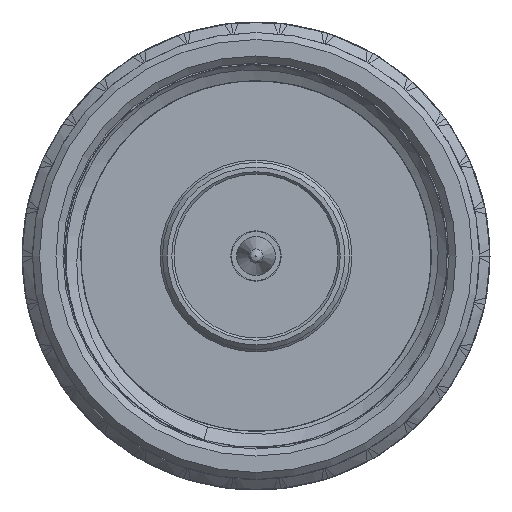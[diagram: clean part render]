
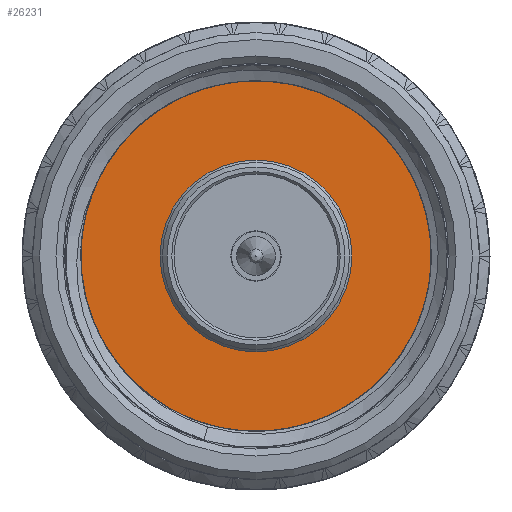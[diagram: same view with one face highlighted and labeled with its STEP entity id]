
A CAD part, front view. The second image highlights one B-rep face of the part: STEP entity #26231.
In plain terms, the highlighted planar face has unit normal (0, -1, 0).
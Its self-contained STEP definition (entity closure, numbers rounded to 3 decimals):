
#3309=PLANE('',#26819);
#8563=ORIENTED_EDGE('',*,*,#11130,.F.);
#8564=ORIENTED_EDGE('',*,*,#10903,.T.);
#10903=EDGE_CURVE('',#12471,#12471,#12654,.T.);
#11130=EDGE_CURVE('',#12473,#12473,#12656,.T.);
#12471=VERTEX_POINT('',#63499);
#12473=VERTEX_POINT('',#72010);
#12654=CIRCLE('',#26816,8.19);
#12656=CIRCLE('',#26820,4.1);
#14057=EDGE_LOOP('',(#8563));
#14058=EDGE_LOOP('',(#8564));
#15467=FACE_BOUND('',#14057,.T.);
#15468=FACE_BOUND('',#14058,.T.);
#26231=ADVANCED_FACE('',(#15467,#15468),#3309,.T.);
#26816=AXIS2_PLACEMENT_3D('',#63498,#28062,#28063);
#26819=AXIS2_PLACEMENT_3D('',#72008,#28068,#28069);
#26820=AXIS2_PLACEMENT_3D('',#72009,#28070,#28071);
#28062=DIRECTION('',(0.,-1.,0.));
#28063=DIRECTION('',(1.,0.,0.));
#28068=DIRECTION('',(0.,-1.,0.));
#28069=DIRECTION('',(0.,0.,1.));
#28070=DIRECTION('',(0.,-1.,0.));
#28071=DIRECTION('',(-1.,0.,0.));
#63498=CARTESIAN_POINT('',(0.,-148.683,0.));
#63499=CARTESIAN_POINT('',(8.19,-148.683,0.));
#72008=CARTESIAN_POINT('',(0.,-148.683,0.));
#72009=CARTESIAN_POINT('',(0.,-148.683,0.));
#72010=CARTESIAN_POINT('',(-4.1,-148.683,0.));
